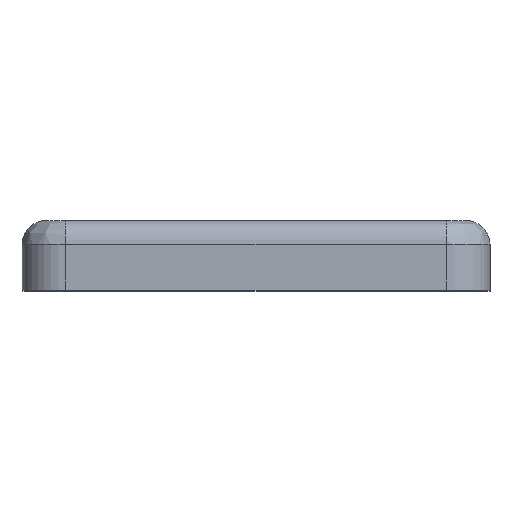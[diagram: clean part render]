
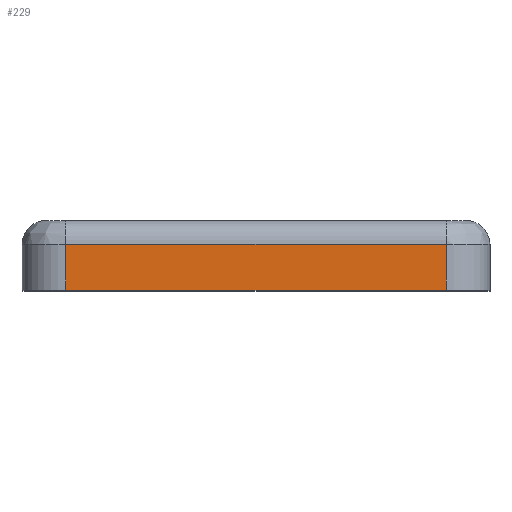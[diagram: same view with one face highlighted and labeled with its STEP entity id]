
A CAD part, top view. The second image highlights one B-rep face of the part: STEP entity #229.
In plain terms, the highlighted planar face has unit normal (0, 0, 1).
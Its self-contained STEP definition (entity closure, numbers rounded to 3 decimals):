
#229 = ADVANCED_FACE( 'NONE', ( #475 ), #476, .T. );
#475 = FACE_OUTER_BOUND( '', #800, .T. );
#476 = PLANE( '', #801 );
#800 = EDGE_LOOP( '', ( #1412, #1413, #1414, #1415 ) );
#801 = AXIS2_PLACEMENT_3D( '', #1416, #1417, #1418 );
#1412 = ORIENTED_EDGE( '', *, *, #1553, .T. );
#1413 = ORIENTED_EDGE( '', *, *, #1621, .F. );
#1414 = ORIENTED_EDGE( '', *, *, #1446, .F. );
#1415 = ORIENTED_EDGE( '', *, *, #1655, .T. );
#1416 = CARTESIAN_POINT( '', ( -8.75, 0., 17.25 ) );
#1417 = DIRECTION( '', ( 0., 0., 1. ) );
#1418 = DIRECTION( '', ( 1., 0., 0. ) );
#1446 = EDGE_CURVE( 'NONE', #1712, #1713, #1714, .T. );
#1553 = EDGE_CURVE( 'NONE', #1883, #1884, #1885, .T. );
#1621 = EDGE_CURVE( 'NONE', #1713, #1884, #1977, .T. );
#1655 = EDGE_CURVE( 'NONE', #1712, #1883, #2016, .T. );
#1712 = VERTEX_POINT( 'NONE', #2083 );
#1713 = VERTEX_POINT( 'NONE', #2084 );
#1714 = LINE( '', #2085, #2086 );
#1883 = VERTEX_POINT( 'NONE', #2294 );
#1884 = VERTEX_POINT( 'NONE', #2295 );
#1885 = LINE( '', #2296, #2297 );
#1977 = LINE( '', #2415, #2416 );
#2016 = LINE( '', #2464, #2465 );
#2083 = CARTESIAN_POINT( '', ( -8.75, -1.1, 17.25 ) );
#2084 = CARTESIAN_POINT( '', ( 8.75, -1.1, 17.25 ) );
#2085 = CARTESIAN_POINT( '', ( -8.75, -1.1, 17.25 ) );
#2086 = VECTOR( '', #2517, 1000. );
#2294 = CARTESIAN_POINT( '', ( -8.75, -3.2, 17.25 ) );
#2295 = CARTESIAN_POINT( '', ( 8.75, -3.2, 17.25 ) );
#2296 = CARTESIAN_POINT( '', ( -8.75, -3.2, 17.25 ) );
#2297 = VECTOR( '', #2683, 1000. );
#2415 = CARTESIAN_POINT( '', ( 8.75, 0., 17.25 ) );
#2416 = VECTOR( '', #2776, 1000. );
#2464 = CARTESIAN_POINT( '', ( -8.75, 0., 17.25 ) );
#2465 = VECTOR( '', #2822, 1000. );
#2517 = DIRECTION( '', ( 1., 0., 0. ) );
#2683 = DIRECTION( '', ( 1., 0., 0. ) );
#2776 = DIRECTION( '', ( 0., -1., 0. ) );
#2822 = DIRECTION( '', ( 0., -1., 0. ) );
